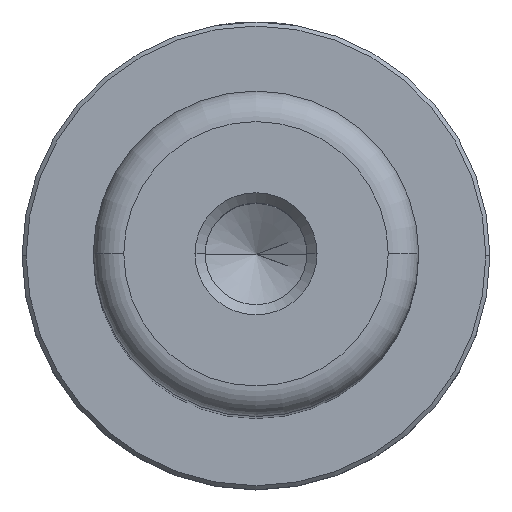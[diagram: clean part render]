
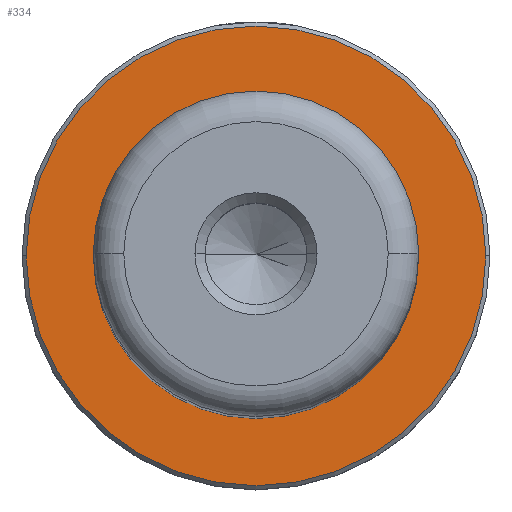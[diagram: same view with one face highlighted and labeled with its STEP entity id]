
A CAD part, top view. The second image highlights one B-rep face of the part: STEP entity #334.
In plain terms, the highlighted planar face has unit normal (0, 0, 1).
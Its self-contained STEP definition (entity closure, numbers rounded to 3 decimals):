
#118 = EDGE_LOOP ( 'NONE', ( #1372, #747 ) ) ;
#155 = CARTESIAN_POINT ( 'NONE',  ( 11.3, 0., 15. ) ) ;
#334 = ADVANCED_FACE ( 'NONE', ( #1826, #1802 ), #1323, .T. ) ;
#352 = EDGE_LOOP ( 'NONE', ( #598, #2079 ) ) ;
#382 = CARTESIAN_POINT ( 'NONE',  ( -7.5, 0., 15. ) ) ;
#435 = CIRCLE ( 'NONE', #1043, 11.3 ) ;
#542 = VERTEX_POINT ( 'NONE', #2096 ) ;
#551 = VERTEX_POINT ( 'NONE', #155 ) ;
#578 = EDGE_CURVE ( 'NONE', #1414, #1352, #903, .T. ) ;
#598 = ORIENTED_EDGE ( 'NONE', *, *, #1944, .T. ) ;
#651 = CARTESIAN_POINT ( 'NONE',  ( 0., 0., 15. ) ) ;
#703 = DIRECTION ( 'NONE',  ( -1., 0., 0. ) ) ;
#710 = DIRECTION ( 'NONE',  ( 0., 0., -1. ) ) ;
#726 = DIRECTION ( 'NONE',  ( 1., 0., 0. ) ) ;
#734 = DIRECTION ( 'NONE',  ( 0., 0., 1. ) ) ;
#747 = ORIENTED_EDGE ( 'NONE', *, *, #578, .T. ) ;
#803 = CARTESIAN_POINT ( 'NONE',  ( 0., 0., 15. ) ) ;
#817 = CARTESIAN_POINT ( 'NONE',  ( 0., 0., 15. ) ) ;
#836 = DIRECTION ( 'NONE',  ( 1., 0., 0. ) ) ;
#883 = AXIS2_PLACEMENT_3D ( 'NONE', #803, #710, #703 ) ;
#903 = CIRCLE ( 'NONE', #883, 7.5 ) ;
#925 = AXIS2_PLACEMENT_3D ( 'NONE', #1523, #734, #726 ) ;
#966 = DIRECTION ( 'NONE',  ( 0., 0., 1. ) ) ;
#987 = DIRECTION ( 'NONE',  ( -1., 0., 0. ) ) ;
#1043 = AXIS2_PLACEMENT_3D ( 'NONE', #1926, #966, #2067 ) ;
#1154 = AXIS2_PLACEMENT_3D ( 'NONE', #817, #1946, #987 ) ;
#1323 = PLANE ( 'NONE',  #925 ) ;
#1352 = VERTEX_POINT ( 'NONE', #382 ) ;
#1372 = ORIENTED_EDGE ( 'NONE', *, *, #2033, .T. ) ;
#1407 = CARTESIAN_POINT ( 'NONE',  ( 7.5, 0., 15. ) ) ;
#1414 = VERTEX_POINT ( 'NONE', #1407 ) ;
#1523 = CARTESIAN_POINT ( 'NONE',  ( 0., 0., 15. ) ) ;
#1572 = EDGE_CURVE ( 'NONE', #551, #542, #1616, .T. ) ;
#1616 = CIRCLE ( 'NONE', #2063, 11.3 ) ;
#1802 = FACE_BOUND ( 'NONE', #118, .T. ) ;
#1826 = FACE_OUTER_BOUND ( 'NONE', #352, .T. ) ;
#1830 = DIRECTION ( 'NONE',  ( 0., 0., 1. ) ) ;
#1926 = CARTESIAN_POINT ( 'NONE',  ( 0., 0., 15. ) ) ;
#1928 = CIRCLE ( 'NONE', #1154, 7.5 ) ;
#1944 = EDGE_CURVE ( 'NONE', #542, #551, #435, .T. ) ;
#1946 = DIRECTION ( 'NONE',  ( 0., 0., -1. ) ) ;
#2033 = EDGE_CURVE ( 'NONE', #1352, #1414, #1928, .T. ) ;
#2063 = AXIS2_PLACEMENT_3D ( 'NONE', #651, #1830, #836 ) ;
#2067 = DIRECTION ( 'NONE',  ( 1., 0., 0. ) ) ;
#2079 = ORIENTED_EDGE ( 'NONE', *, *, #1572, .T. ) ;
#2096 = CARTESIAN_POINT ( 'NONE',  ( -11.3, 0., 15. ) ) ;
